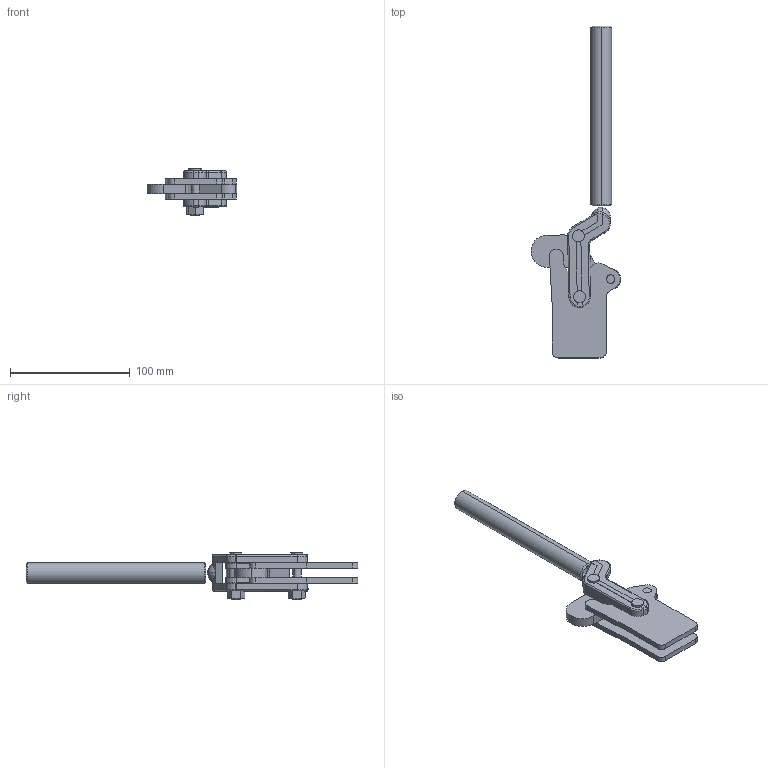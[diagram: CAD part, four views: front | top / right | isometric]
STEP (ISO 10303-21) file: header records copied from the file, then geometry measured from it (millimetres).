
FILE_DESCRIPTION (( 'STEP AP214' ), '1' );
FILE_NAME ('GH-70101(Â²¤Æ).STEP', '2020-03-04T08:45:53', ( 'LinWei' ), ( '' ), 'SwSTEP 2.0', 'SolidWorks 2016', '' );
FILE_SCHEMA (( 'AUTOMOTIVE_DESIGN' ));
Length unit declared in the file: millimetre
Products named in the file (6): Group4^GH-70101(簡化); 4702C152; 3700108-1^GH-70101(簡化)-1; Group2^GH-70101(簡化)-1; Group1^GH-70101(簡化)-1; GH-70101(簡化)
Assembly tree (5 placements, depth 2):
  GH-70101(簡化)
    Group1^GH-70101(簡化)-1
    Group2^GH-70101(簡化)-1
    3700108-1^GH-70101(簡化)-1
    4702C152
    Group4^GH-70101(簡化)
Bounding box: 74.86 x 276.97 x 38.6 mm (x, y, z)
Volume: 88317.4 mm3; surface area: 51163.5 mm2
Topology: 5 solids, 5 shells, 288 faces, 723 edges, 450 vertices
Faces by surface type: plane 109, cylinder 96, cone 32, bspline 24, torus 21, sphere 6
Entity records: 11242 total; most frequent: CARTESIAN_POINT 3517, DIRECTION 1442, ORIENTED_EDGE 1438, EDGE_CURVE 719, AXIS2_PLACEMENT_3D 549, VERTEX_POINT 450, VECTOR 344, LINE 344
